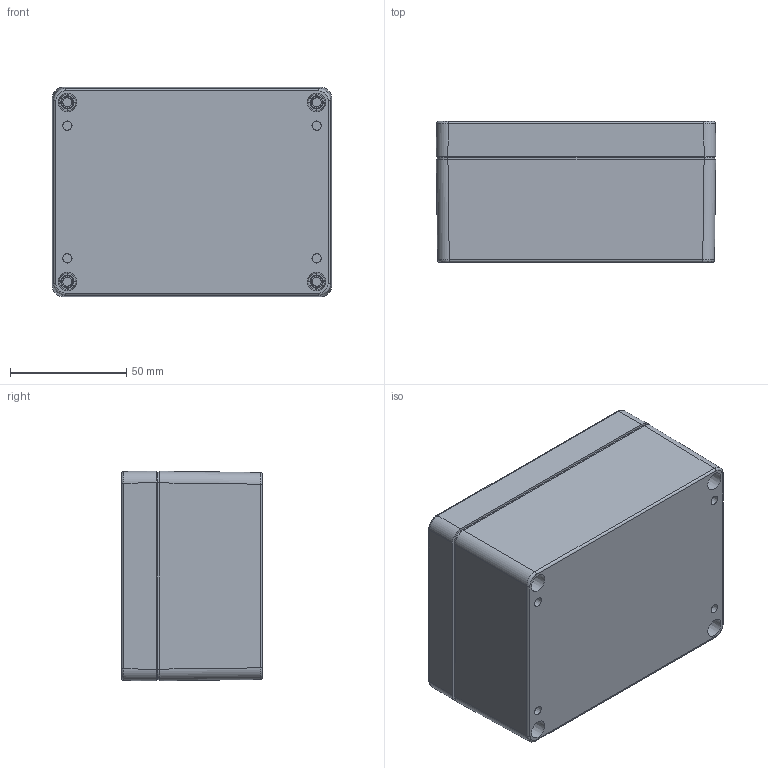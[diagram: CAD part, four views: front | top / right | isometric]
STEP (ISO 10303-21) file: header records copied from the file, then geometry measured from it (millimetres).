
FILE_DESCRIPTION(/* description */ (''),/* implementation_level */ '2;1');
FILE_NAME(/* name */ '1554F.iam.stp',/* time_stamp */ '2016-01-06T07:41:29-05:00',/* author */ ('rboehler'),/* organization */ (''),/* preprocessor_version */ 'ST-DEVELOPER v16.1',/* originating_system */ 'Autodesk Inventor 2016',/* authorisation */ '');
FILE_SCHEMA (('AUTOMOTIVE_DESIGN { 1 0 10303 214 3 1 1 }'));
Products named in the file (7): 1554F Box; 1554F-G Lid; 1554F-G GASKET; SC576 (screw M4-0.7X 20mm PN); IN-M4 (insert M4-0.7X5.75mm SS); IN100 (insert M3-0.5X5.75mm BRASS); 1554F
Assembly tree (15 placements, depth 2):
  1554F
    1554F Box
    1554F-G Lid
    1554F-G GASKET
    SC576 (screw M4-0.7X 20mm PN)  x4
    IN-M4 (insert M4-0.7X5.75mm SS)  x4
    IN100 (insert M3-0.5X5.75mm BRASS)  x4
Bounding box: 120 x 60.5 x 90 mm (x, y, z)
Volume: 152593.6 mm3; surface area: 113099.7 mm2
Topology: 15 solids, 15 shells, 1384 faces, 3600 edges, 2332 vertices
Faces by surface type: plane 402, cylinder 352, bspline 332, cone 206, torus 76, sphere 16
Full cylindrical faces by diameter (mm): 2 x8, 2.464 x4, 3.251 x4, 3.43 x4, 3.5 x4, 3.81 x12, 3.88 x4, 3.912 x4, 5.334 x4, 5.537 x8, 6.35 x8, 8.5 x4
Entity records: 27058 total; most frequent: CARTESIAN_POINT 7317, ORIENTED_EDGE 4050, DIRECTION 4028, EDGE_CURVE 2025, AXIS2_PLACEMENT_3D 1584, VERTEX_POINT 1325, EDGE_LOOP 1000, LINE 860
